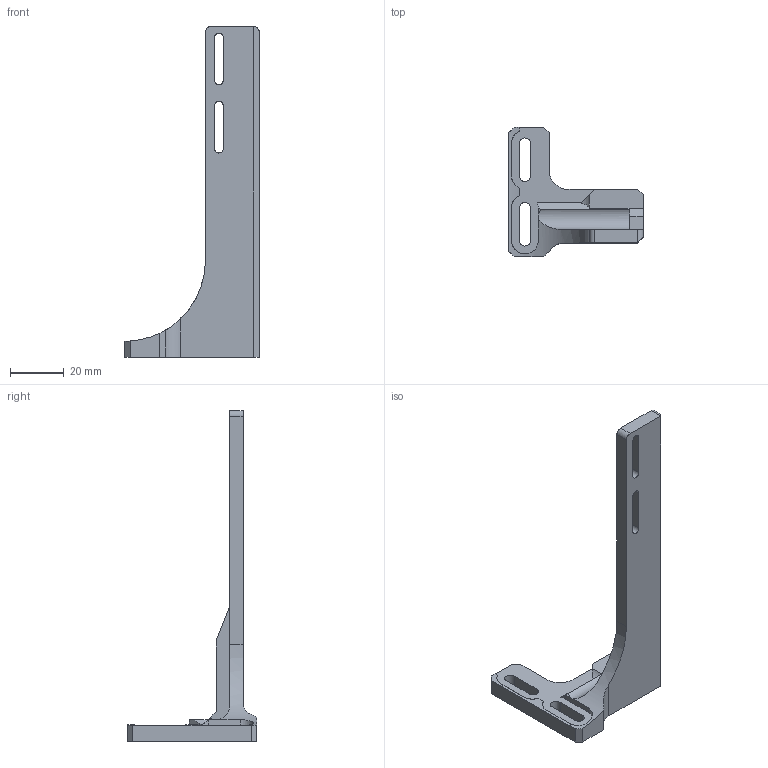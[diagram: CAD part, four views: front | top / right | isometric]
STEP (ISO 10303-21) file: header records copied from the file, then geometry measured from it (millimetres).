
FILE_DESCRIPTION(/* description */ (''),/* implementation_level */ '2;1');
FILE_NAME(/* name */ 'sensorBracket.step',/* time_stamp */ '2026-02-07T02:03:36-08:00',/* author */ (''),/* organization */ (''),/* preprocessor_version */ 'ST-DEVELOPER v20.1',/* originating_system */ 'Autodesk Translation Framework v14.24.0.0',/* authorisation */ '');
FILE_SCHEMA (('AUTOMOTIVE_DESIGN { 1 0 10303 214 3 1 1 }'));
Length unit declared in the file: millimetre
Products named in the file (1): sensorBracket
Bounding box: 50 x 48 x 123 mm (x, y, z)
Volume: 21664.5 mm3; surface area: 10689.7 mm2
Topology: 1 solids, 1 shells, 68 faces, 191 edges, 127 vertices
Faces by surface type: plane 43, cylinder 25
Entity records: 2290 total; most frequent: CARTESIAN_POINT 446, ORIENTED_EDGE 382, DIRECTION 371, EDGE_CURVE 191, LINE 135, VECTOR 135, VERTEX_POINT 127, AXIS2_PLACEMENT_3D 118
